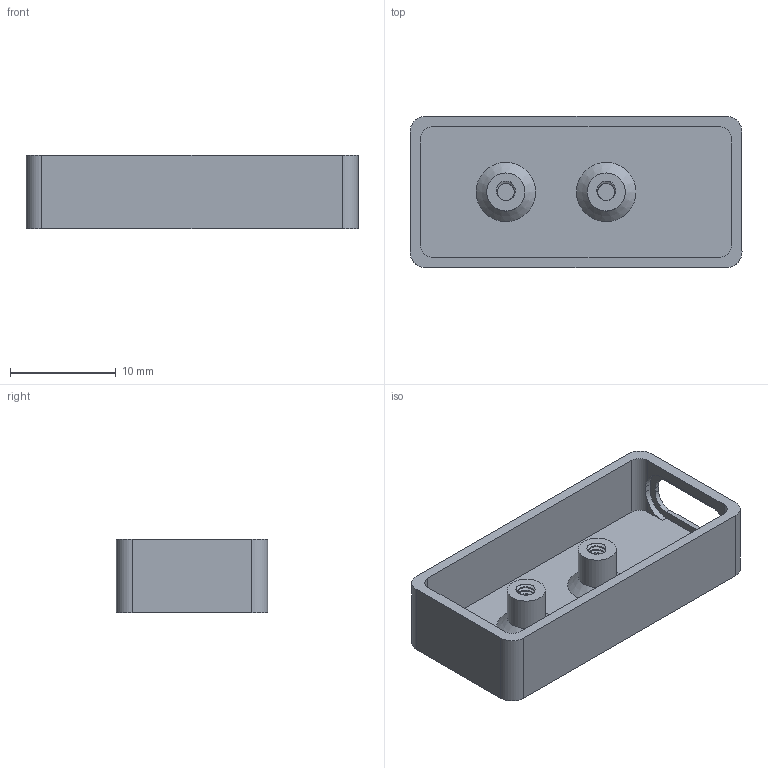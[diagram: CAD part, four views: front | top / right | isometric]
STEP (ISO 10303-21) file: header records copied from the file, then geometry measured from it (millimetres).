
FILE_DESCRIPTION(/* description */ (''),/* implementation_level */ '2;1');
FILE_NAME(/* name */ 'user_prog_pcb_shell.step',/* time_stamp */ '2022-05-25T20:08:37+08:00',/* author */ (''),/* organization */ (''),/* preprocessor_version */ 'ST-DEVELOPER v19',/* originating_system */ 'Autodesk Translation Framework v11.7.0.108',/* authorisation */ '');
FILE_SCHEMA (('AUTOMOTIVE_DESIGN { 1 0 10303 214 3 1 1 }'));
Length unit declared in the file: millimetre
Products named in the file (1): HOUSING
Bounding box: 31.34 x 14.29 x 6.96 mm (x, y, z)
Volume: 996.3 mm3; surface area: 2121.1 mm2
Topology: 1 solids, 1 shells, 95 faces, 262 edges, 174 vertices
Faces by surface type: cylinder 64, plane 25, bspline 4, cone 2
Full cylindrical faces by diameter (mm): 1.623 x6, 2.074 x6, 3.6 x2
Entity records: 5894 total; most frequent: CARTESIAN_POINT 3596, ORIENTED_EDGE 524, DIRECTION 388, EDGE_CURVE 262, VERTEX_POINT 174, AXIS2_PLACEMENT_3D 138, LINE 112, VECTOR 112
